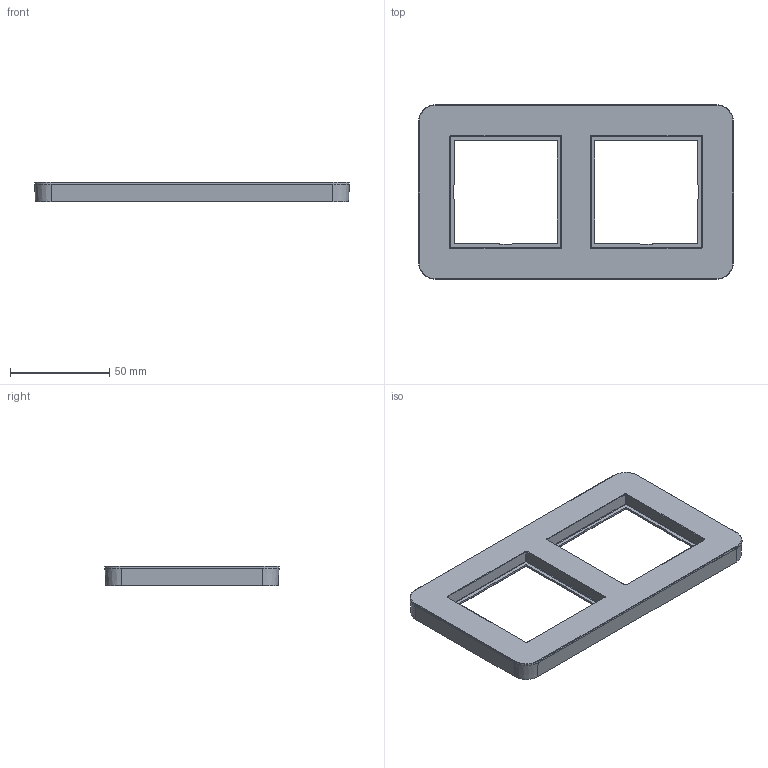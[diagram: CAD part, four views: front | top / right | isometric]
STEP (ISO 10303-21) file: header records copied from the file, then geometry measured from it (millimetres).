
FILE_DESCRIPTION((''),'2;1');
FILE_NAME('WAD9200_GEN_ASM','2025-03-19T10:27:03',('andolfs'),(''),'CREO PARAMETRIC BY PTC INC, 2023154','CREO PARAMETRIC BY PTC INC, 2023154','');
FILE_SCHEMA(('CONFIG_CONTROL_DESIGN','SHAPE_APPEARANCE_LAYERS_GROUPS'));
Products named in the file (3): W4G0104_18; W1A2433_GEN; WAD9200_GEN_ASM
Assembly tree (2 placements, depth 2):
  WAD9200_GEN_ASM
    W4G0104_18
    W1A2433_GEN
Bounding box: 159 x 88 x 10 mm (x, y, z)
Volume: 24014.3 mm3; surface area: 30667.8 mm2
Topology: 1 solids, 1 shells, 2687 faces, 7208 edges, 4672 vertices
Faces by surface type: plane 1225, extrusion 790, cylinder 300, bspline 232, sphere 64, torus 40, cone 28, revolution 8
Entity records: 144734 total; most frequent: CARTESIAN_POINT 41262, ORIENTED_EDGE 14408, DIRECTION 10038, PRESENTATION_STYLE_ASSIGNMENT 9888, STYLED_ITEM 9888, CURVE_STYLE 7204, EDGE_CURVE 7204, VECTOR 5202
